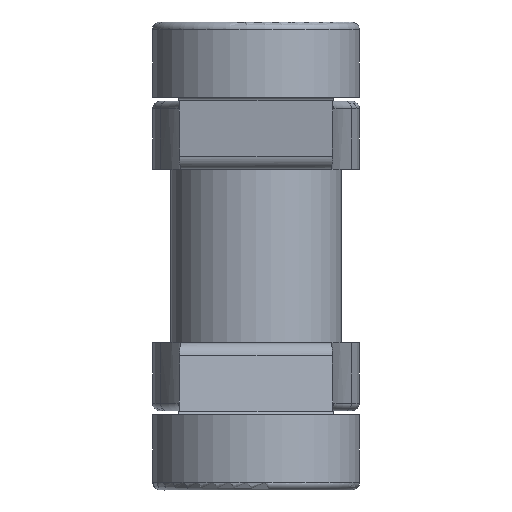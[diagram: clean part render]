
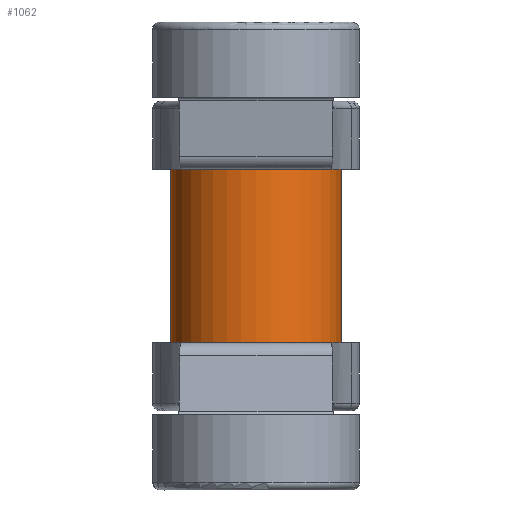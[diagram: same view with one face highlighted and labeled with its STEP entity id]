
A CAD part, left-side view. The second image highlights one B-rep face of the part: STEP entity #1062.
In plain terms, the highlighted cylindrical face has radius 1.13 mm (diameter 2.26 mm), a full revolution.
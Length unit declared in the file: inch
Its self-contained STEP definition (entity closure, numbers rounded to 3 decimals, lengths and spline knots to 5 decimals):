
#24=CYLINDRICAL_SURFACE('',#1190,0.04449);
#106=LINE('',#2335,#135);
#135=VECTOR('',#1435,0.04449);
#204=FACE_OUTER_BOUND('',#273,.T.);
#273=EDGE_LOOP('',(#825,#826,#827,#828,#829,#830));
#346=CIRCLE('',#1166,0.04449);
#347=CIRCLE('',#1167,0.04449);
#359=CIRCLE('',#1191,0.04449);
#360=CIRCLE('',#1192,0.04449);
#448=VERTEX_POINT('',#2005);
#449=VERTEX_POINT('',#2006);
#462=VERTEX_POINT('',#2332);
#463=VERTEX_POINT('',#2333);
#571=EDGE_CURVE('',#448,#449,#346,.T.);
#572=EDGE_CURVE('',#449,#448,#347,.T.);
#596=EDGE_CURVE('',#462,#463,#359,.T.);
#597=EDGE_CURVE('',#463,#449,#106,.T.);
#598=EDGE_CURVE('',#463,#462,#360,.T.);
#825=ORIENTED_EDGE('',*,*,#596,.T.);
#826=ORIENTED_EDGE('',*,*,#597,.T.);
#827=ORIENTED_EDGE('',*,*,#572,.T.);
#828=ORIENTED_EDGE('',*,*,#571,.T.);
#829=ORIENTED_EDGE('',*,*,#597,.F.);
#830=ORIENTED_EDGE('',*,*,#598,.T.);
#1062=ADVANCED_FACE('',(#204),#24,.T.);
#1166=AXIS2_PLACEMENT_3D('',#2007,#1380,#1381);
#1167=AXIS2_PLACEMENT_3D('',#2008,#1382,#1383);
#1190=AXIS2_PLACEMENT_3D('',#2331,#1431,#1432);
#1191=AXIS2_PLACEMENT_3D('',#2334,#1433,#1434);
#1192=AXIS2_PLACEMENT_3D('',#2336,#1436,#1437);
#1380=DIRECTION('center_axis',(0.,0.,1.));
#1381=DIRECTION('ref_axis',(1.,0.,0.));
#1382=DIRECTION('center_axis',(0.,0.,1.));
#1383=DIRECTION('ref_axis',(1.,0.,0.));
#1431=DIRECTION('center_axis',(0.,0.,1.));
#1432=DIRECTION('ref_axis',(1.,0.,0.));
#1433=DIRECTION('center_axis',(0.,0.,-1.));
#1434=DIRECTION('ref_axis',(1.,0.,0.));
#1435=DIRECTION('',(0.,0.,-1.));
#1436=DIRECTION('center_axis',(0.,0.,-1.));
#1437=DIRECTION('ref_axis',(1.,0.,0.));
#2005=CARTESIAN_POINT('',(0.11824,0.,-0.04528));
#2006=CARTESIAN_POINT('',(0.02926,0.,-0.04528));
#2007=CARTESIAN_POINT('Origin',(0.07375,0.,-0.04528));
#2008=CARTESIAN_POINT('Origin',(0.07375,0.,-0.04528));
#2331=CARTESIAN_POINT('Origin',(0.07375,0.,0.04528));
#2332=CARTESIAN_POINT('',(0.11824,0.,0.04528));
#2333=CARTESIAN_POINT('',(0.02926,0.,0.04528));
#2334=CARTESIAN_POINT('Origin',(0.07375,0.,0.04528));
#2335=CARTESIAN_POINT('',(0.02926,0.,0.04528));
#2336=CARTESIAN_POINT('Origin',(0.07375,0.,0.04528));
